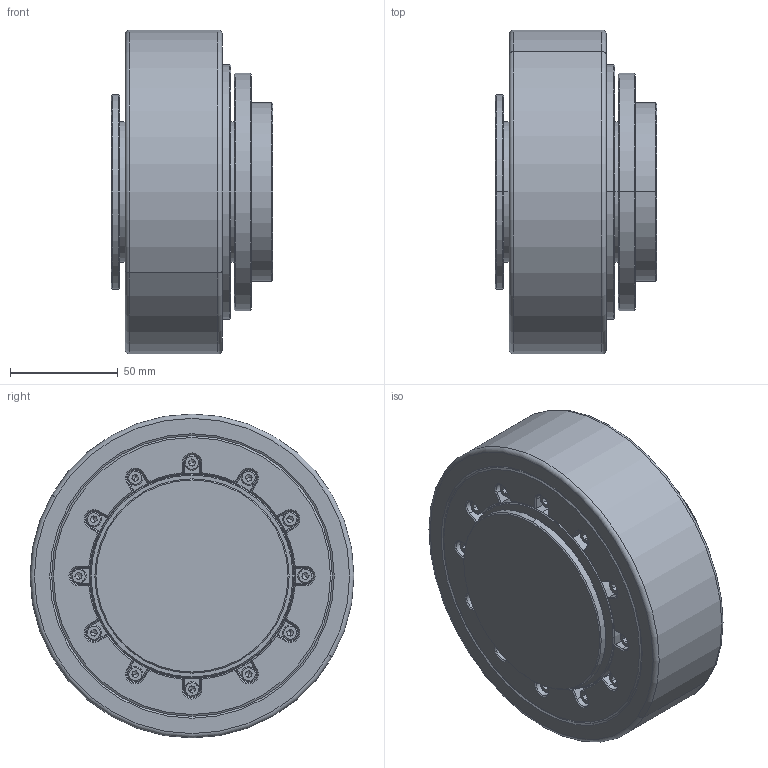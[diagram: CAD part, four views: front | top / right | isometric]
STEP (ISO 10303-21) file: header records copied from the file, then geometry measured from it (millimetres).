
FILE_DESCRIPTION (( 'STEP AP203' ), '1' );
FILE_NAME ('AEQ-095C-L2-14-1-H45-W150.STEP', '2024-01-24T02:21:03', ( '' ), ( '' ), 'SwSTEP 2.0', 'SolidWorks 2023', '' );
FILE_SCHEMA (( 'CONFIG_CONTROL_DESIGN' ));
Length unit declared in the file: millimetre
Products named in the file (5): AEQ-095C-L2-14-1模型（新）; hexagon socket head cap screws gb_GB_FASTENER_SCREWS_HSHCS M4X40-N; AEQ-95-H45-W150; AEQ-095C-L2-14-1-H45-W150; single coil lock washers light type gb_GB_FASTENER_WASHER_SSWL 4
Assembly tree (26 placements, depth 2):
  AEQ-095C-L2-14-1-H45-W150
    AEQ-095C-L2-14-1模型（新）
    AEQ-95-H45-W150
    hexagon socket head cap screws gb_GB_FASTENER_SCREWS_HSHCS M4X40-N  x12
    single coil lock washers light type gb_GB_FASTENER_WASHER_SSWL 4  x12
Bounding box: 75 x 150 x 150 mm (x, y, z)
Volume: 978547.6 mm3; surface area: 138216.7 mm2
Topology: 26 solids, 26 shells, 826 faces, 1943 edges, 1170 vertices
Faces by surface type: plane 340, cylinder 239, cone 207, torus 28, bspline 12
Entity records: 14053 total; most frequent: CARTESIAN_POINT 2480, DIRECTION 2324, ORIENTED_EDGE 2074, EDGE_CURVE 1037, AXIS2_PLACEMENT_3D 915, VERTEX_POINT 631, EDGE_LOOP 534, LINE 494
